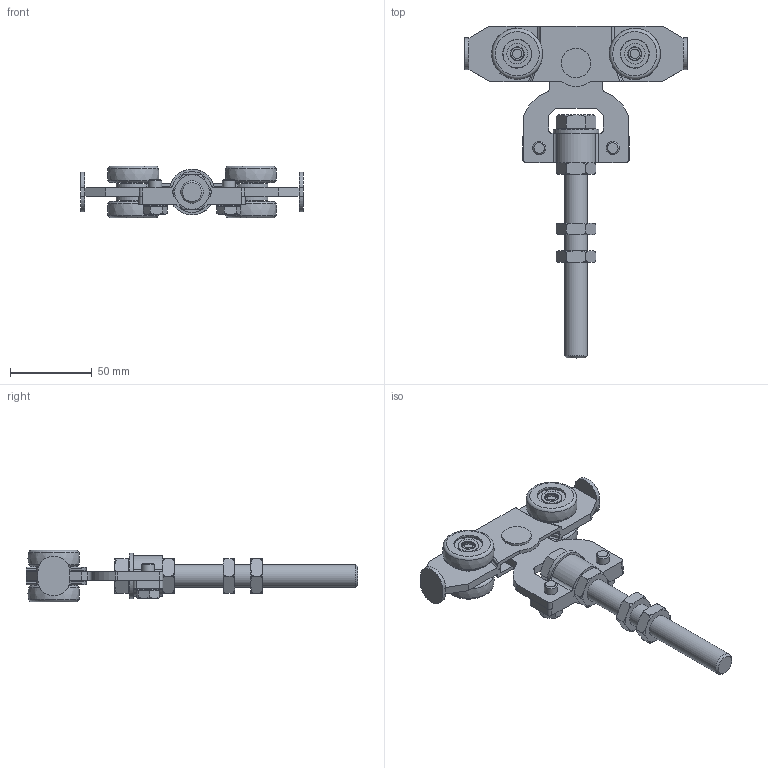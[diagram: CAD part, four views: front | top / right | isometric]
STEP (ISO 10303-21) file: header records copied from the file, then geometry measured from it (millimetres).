
FILE_DESCRIPTION(/* description */ (''),/* implementation_level */ '2;1');
FILE_NAME(/* name */ '03277.stp',/* time_stamp */ '2018-06-28T14:46:36+02:00',/* author */ ('Giuliano'),/* organization */ (''),/* preprocessor_version */ 'ST-DEVELOPER v16.5',/* originating_system */ 'Autodesk Inventor 2017',/* authorisation */ '');
FILE_SCHEMA (('AUTOMOTIVE_DESIGN { 1 0 10303 214 3 1 1 }'));
Length unit declared in the file: millimetre
Products named in the file (1): Pièce1
Bounding box: 136 x 203.19 x 31.6 mm (x, y, z)
Volume: 107486.1 mm3; surface area: 56629.6 mm2
Topology: 4 solids, 34 shells, 772 faces, 1944 edges, 1246 vertices
Faces by surface type: plane 330, cylinder 262, torus 100, bspline 34, sphere 24, cone 22
Full cylindrical faces by diameter (mm): 2 x8, 5.8 x4, 7.8 x4, 8 x8, 8.1 x4, 8.4 x2, 9 x2, 11.63 x2, 12 x4, 12.564 x16, 14 x4, 14.2 x1, 15.8 x1, 16.2 x3, 17.436 x16, 17.685 x4, 18 x1, 19.37 x1, 19.685 x4, 21 x4, 28 x1
Entity records: 23701 total; most frequent: CARTESIAN_POINT 4996, DIRECTION 3853, ORIENTED_EDGE 3556, EDGE_CURVE 1730, AXIS2_PLACEMENT_3D 1562, VERTEX_POINT 1170, EDGE_LOOP 1010, CIRCLE 791
